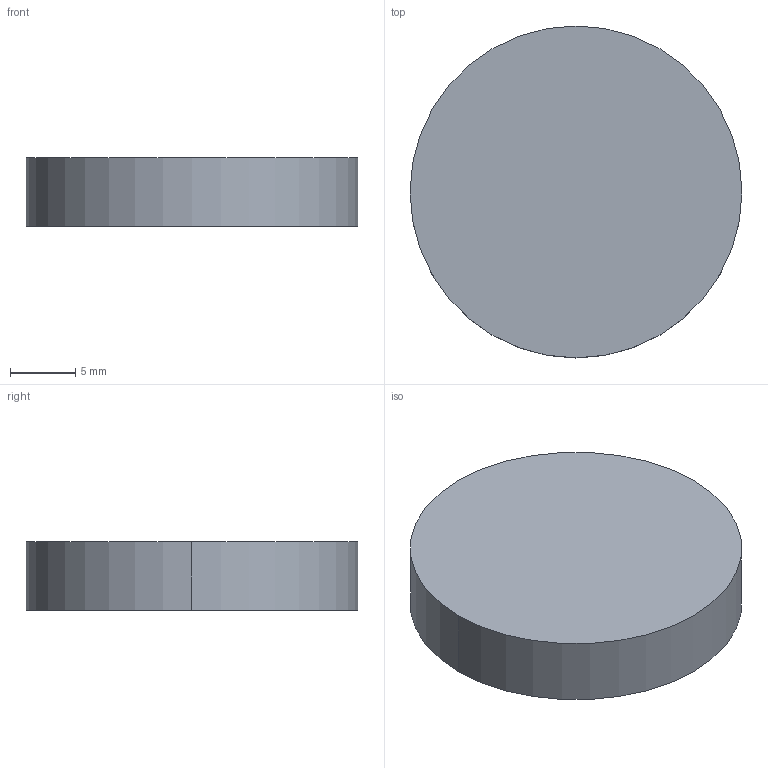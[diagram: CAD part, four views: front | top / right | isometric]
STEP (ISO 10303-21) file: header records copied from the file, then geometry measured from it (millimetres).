
FILE_DESCRIPTION (( 'STEP AP203' ), '1' );
FILE_NAME ('112-1209E UVFS pl-cv 12.7 F-75.STEP', '2019-01-16T14:45:45', ( '' ), ( '' ), 'SwSTEP 2.0', 'SolidWorks 2017', '' );
FILE_SCHEMA (( 'CONFIG_CONTROL_DESIGN' ));
Length unit declared in the file: millimetre
Products named in the file (1): 112-1209E UVFS pl-cv 12.7 F-75
Bounding box: 25.4 x 25.4 x 5.25 mm (x, y, z)
Volume: 2152 mm3; surface area: 1446.7 mm2
Topology: 1 solids, 1 shells, 6 faces, 9 edges, 6 vertices
Faces by surface type: bspline 2, cylinder 2, plane 2
Entity records: 328 total; most frequent: CARTESIAN_POINT 147, DIRECTION 22, ORIENTED_EDGE 18, AXIS2_PLACEMENT_3D 10, EDGE_CURVE 9, PERSON_AND_ORGANIZATION 8, EDGE_LOOP 7, VERTEX_POINT 6
